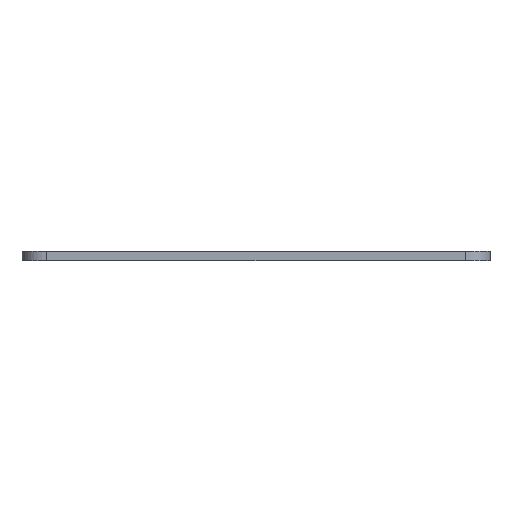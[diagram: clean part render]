
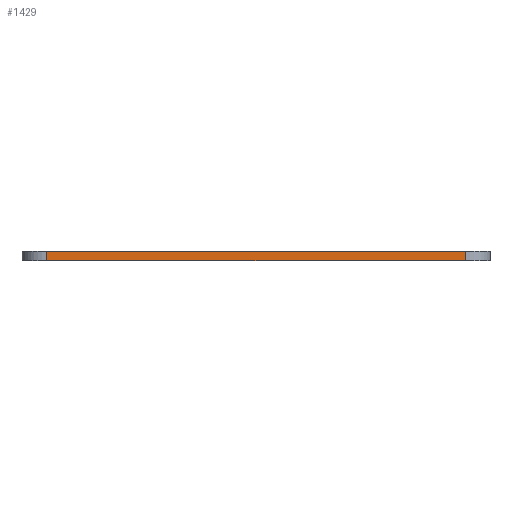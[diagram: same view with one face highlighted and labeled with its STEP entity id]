
A CAD part, left-side view. The second image highlights one B-rep face of the part: STEP entity #1429.
In plain terms, the highlighted planar face has unit normal (-1, 0, 0).
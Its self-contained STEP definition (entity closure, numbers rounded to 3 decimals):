
#280 = VERTEX_POINT ( 'NONE', #316 ) ;
#282 = VECTOR ( 'NONE', #800, 1000. ) ;
#316 = CARTESIAN_POINT ( 'NONE',  ( -33., -42.5, 1. ) ) ;
#426 = LINE ( 'NONE', #4341, #513 ) ;
#513 = VECTOR ( 'NONE', #1610, 1000. ) ;
#554 = ORIENTED_EDGE ( 'NONE', *, *, #2943, .F. ) ;
#638 = PLANE ( 'NONE',  #3718 ) ;
#800 = DIRECTION ( 'NONE',  ( 0., -1., 0. ) ) ;
#1177 = DIRECTION ( 'NONE',  ( 0., 0., 1. ) ) ;
#1201 = CARTESIAN_POINT ( 'NONE',  ( -33., 42.5, -1. ) ) ;
#1429 = ADVANCED_FACE ( 'NONE', ( #4578 ), #638, .F. ) ;
#1436 = VERTEX_POINT ( 'NONE', #1851 ) ;
#1565 = EDGE_LOOP ( 'NONE', ( #2232, #554, #2211, #3948 ) ) ;
#1579 = EDGE_CURVE ( 'NONE', #2024, #1436, #4735, .T. ) ;
#1610 = DIRECTION ( 'NONE',  ( 0., 0., 1. ) ) ;
#1694 = DIRECTION ( 'NONE',  ( 0., -1., 0. ) ) ;
#1770 = LINE ( 'NONE', #3354, #2239 ) ;
#1851 = CARTESIAN_POINT ( 'NONE',  ( -33., 42.5, 1. ) ) ;
#2024 = VERTEX_POINT ( 'NONE', #3212 ) ;
#2071 = VERTEX_POINT ( 'NONE', #2437 ) ;
#2205 = CARTESIAN_POINT ( 'NONE',  ( -33., 42.5, -1. ) ) ;
#2211 = ORIENTED_EDGE ( 'NONE', *, *, #1579, .F. ) ;
#2232 = ORIENTED_EDGE ( 'NONE', *, *, #3199, .T. ) ;
#2239 = VECTOR ( 'NONE', #1694, 1000. ) ;
#2437 = CARTESIAN_POINT ( 'NONE',  ( -33., -42.5, -1. ) ) ;
#2767 = LINE ( 'NONE', #4355, #282 ) ;
#2943 = EDGE_CURVE ( 'NONE', #1436, #280, #1770, .T. ) ;
#3199 = EDGE_CURVE ( 'NONE', #2071, #280, #426, .T. ) ;
#3212 = CARTESIAN_POINT ( 'NONE',  ( -33., 42.5, -1. ) ) ;
#3354 = CARTESIAN_POINT ( 'NONE',  ( -33., 42.5, 1. ) ) ;
#3718 = AXIS2_PLACEMENT_3D ( 'NONE', #2205, #3848, #3792 ) ;
#3792 = DIRECTION ( 'NONE',  ( 0., 1., 0. ) ) ;
#3848 = DIRECTION ( 'NONE',  ( 1., 0., 0. ) ) ;
#3948 = ORIENTED_EDGE ( 'NONE', *, *, #4718, .T. ) ;
#4341 = CARTESIAN_POINT ( 'NONE',  ( -33., -42.5, -1. ) ) ;
#4355 = CARTESIAN_POINT ( 'NONE',  ( -33., 42.5, -1. ) ) ;
#4578 = FACE_OUTER_BOUND ( 'NONE', #1565, .T. ) ;
#4718 = EDGE_CURVE ( 'NONE', #2024, #2071, #2767, .T. ) ;
#4735 = LINE ( 'NONE', #1201, #4885 ) ;
#4885 = VECTOR ( 'NONE', #1177, 1000. ) ;
